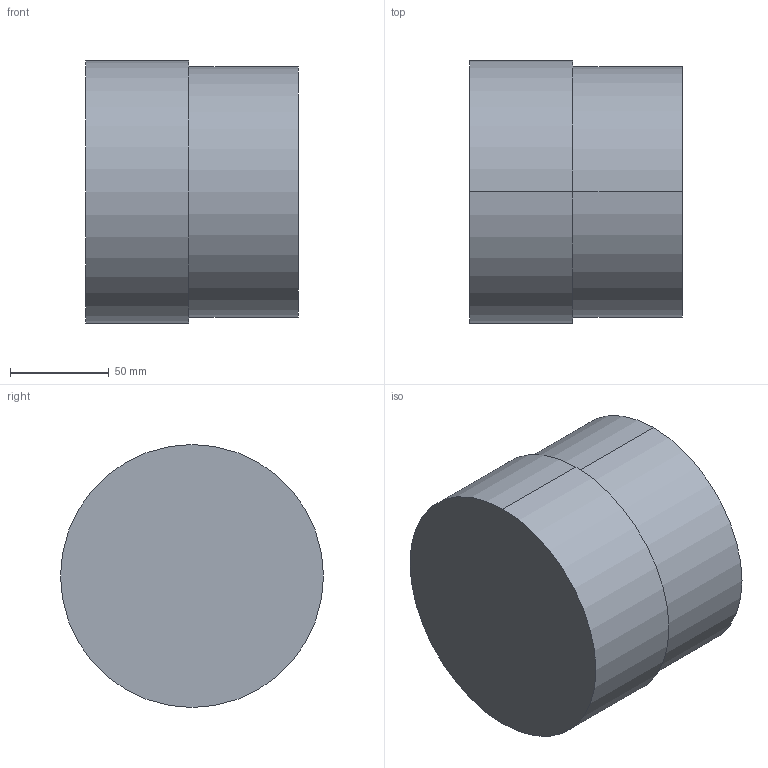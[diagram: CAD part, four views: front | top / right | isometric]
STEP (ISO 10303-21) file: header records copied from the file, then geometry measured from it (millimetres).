
FILE_DESCRIPTION (( 'STEP AP214' ), '1' );
FILE_NAME ('3CRA-5.STEP', '2020-10-23T00:42:57', ( '' ), ( '' ), 'SwSTEP 2.0', 'SolidWorks 2019', '' );
FILE_SCHEMA (( 'AUTOMOTIVE_DESIGN' ));
Length unit declared in the file: inch
Products named in the file (1): 3CRA-5
Bounding box: 107.95 x 133.35 x 133.35 mm (x, y, z)
Volume: 1435498.7 mm3; surface area: 72047.5 mm2
Topology: 1 solids, 1 shells, 40 faces, 269 edges, 265 vertices
Faces by surface type: plane 36, cylinder 4
Entity records: 4315 total; most frequent: CARTESIAN_POINT 2261, ORIENTED_EDGE 538, EDGE_CURVE 269, VERTEX_POINT 265, DIRECTION 245, VECTOR 147, LINE 147, B_SPLINE_CURVE_WITH_KNOTS 114
